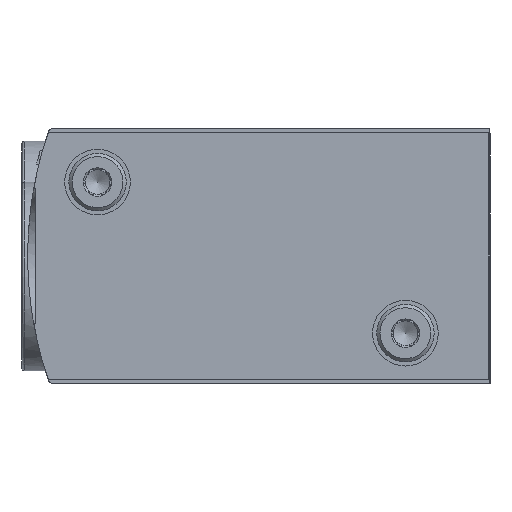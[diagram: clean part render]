
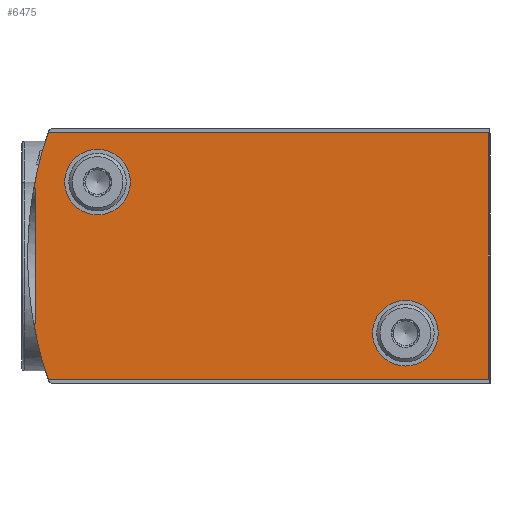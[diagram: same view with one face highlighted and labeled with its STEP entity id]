
A CAD part, left-side view. The second image highlights one B-rep face of the part: STEP entity #6475.
In plain terms, the highlighted planar face has unit normal (-1, 0, 0).
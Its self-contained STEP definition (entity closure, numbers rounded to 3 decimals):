
#790=LINE('',#10921,#1383);
#791=LINE('',#10923,#1384);
#792=LINE('',#10925,#1385);
#793=LINE('',#10928,#1386);
#794=LINE('',#10930,#1387);
#795=LINE('',#10932,#1388);
#1383=VECTOR('',#8916,1000.);
#1384=VECTOR('',#8917,1000.);
#1385=VECTOR('',#8918,1000.);
#1386=VECTOR('',#8921,1000.);
#1387=VECTOR('',#8922,1000.);
#1388=VECTOR('',#8923,1000.);
#3022=ORIENTED_EDGE('',*,*,#3994,.T.);
#3023=ORIENTED_EDGE('',*,*,#3995,.T.);
#3024=ORIENTED_EDGE('',*,*,#3996,.F.);
#3025=ORIENTED_EDGE('',*,*,#3997,.F.);
#3026=ORIENTED_EDGE('',*,*,#3998,.F.);
#3027=ORIENTED_EDGE('',*,*,#3991,.F.);
#3028=ORIENTED_EDGE('',*,*,#3999,.F.);
#3029=ORIENTED_EDGE('',*,*,#4000,.F.);
#3030=ORIENTED_EDGE('',*,*,#4001,.F.);
#3031=ORIENTED_EDGE('',*,*,#4002,.F.);
#3032=ORIENTED_EDGE('',*,*,#4003,.F.);
#3033=ORIENTED_EDGE('',*,*,#3987,.F.);
#3987=EDGE_CURVE('',#4631,#4633,#4919,.T.);
#3991=EDGE_CURVE('',#4636,#4637,#4921,.T.);
#3994=EDGE_CURVE('',#4639,#4639,#4922,.T.);
#3995=EDGE_CURVE('',#4640,#4640,#4923,.T.);
#3996=EDGE_CURVE('',#4641,#4631,#790,.T.);
#3997=EDGE_CURVE('',#4642,#4641,#791,.T.);
#3998=EDGE_CURVE('',#4637,#4642,#792,.T.);
#3999=EDGE_CURVE('',#4643,#4636,#4924,.T.);
#4000=EDGE_CURVE('',#4644,#4643,#793,.T.);
#4001=EDGE_CURVE('',#4645,#4644,#794,.T.);
#4002=EDGE_CURVE('',#4646,#4645,#795,.T.);
#4003=EDGE_CURVE('',#4633,#4646,#4925,.T.);
#4631=VERTEX_POINT('',#10892);
#4633=VERTEX_POINT('',#10895);
#4636=VERTEX_POINT('',#10901);
#4637=VERTEX_POINT('',#10903);
#4639=VERTEX_POINT('',#10918);
#4640=VERTEX_POINT('',#10920);
#4641=VERTEX_POINT('',#10922);
#4642=VERTEX_POINT('',#10924);
#4643=VERTEX_POINT('',#10927);
#4644=VERTEX_POINT('',#10929);
#4645=VERTEX_POINT('',#10931);
#4646=VERTEX_POINT('',#10933);
#4919=CIRCLE('',#7125,46.5);
#4921=CIRCLE('',#7127,46.5);
#4922=CIRCLE('',#7129,4.);
#4923=CIRCLE('',#7130,4.);
#4924=CIRCLE('',#7131,0.2);
#4925=CIRCLE('',#7132,0.2);
#5365=EDGE_LOOP('',(#3022));
#5366=EDGE_LOOP('',(#3023));
#5367=EDGE_LOOP('',(#3024,#3025,#3026,#3027,#3028,#3029,#3030,#3031,#3032,
#3033));
#5851=FACE_BOUND('',#5365,.T.);
#5852=FACE_BOUND('',#5366,.T.);
#5853=FACE_BOUND('',#5367,.T.);
#6125=PLANE('',#7128);
#6475=ADVANCED_FACE('',(#5851,#5852,#5853),#6125,.F.);
#7125=AXIS2_PLACEMENT_3D('',#10894,#8901,#8902);
#7127=AXIS2_PLACEMENT_3D('',#10902,#8907,#8908);
#7128=AXIS2_PLACEMENT_3D('',#10916,#8910,#8911);
#7129=AXIS2_PLACEMENT_3D('',#10917,#8912,#8913);
#7130=AXIS2_PLACEMENT_3D('',#10919,#8914,#8915);
#7131=AXIS2_PLACEMENT_3D('',#10926,#8919,#8920);
#7132=AXIS2_PLACEMENT_3D('',#10934,#8924,#8925);
#8901=DIRECTION('',(1.,0.,0.));
#8902=DIRECTION('',(0.,0.,-1.));
#8907=DIRECTION('',(1.,0.,0.));
#8908=DIRECTION('',(0.,0.,-1.));
#8910=DIRECTION('',(1.,0.,0.));
#8911=DIRECTION('',(0.,0.,-1.));
#8912=DIRECTION('',(1.,0.,0.));
#8913=DIRECTION('',(0.,0.,-1.));
#8914=DIRECTION('',(1.,0.,0.));
#8915=DIRECTION('',(0.,0.,-1.));
#8916=DIRECTION('',(0.,1.,0.));
#8917=DIRECTION('',(0.,0.,1.));
#8918=DIRECTION('',(0.,-1.,0.));
#8919=DIRECTION('',(1.,0.,0.));
#8920=DIRECTION('',(0.,0.,-1.));
#8921=DIRECTION('',(0.,1.,0.));
#8922=DIRECTION('',(0.,0.,-1.));
#8923=DIRECTION('',(0.,-1.,0.));
#8924=DIRECTION('',(1.,0.,0.));
#8925=DIRECTION('',(0.,0.,-1.));
#10892=CARTESIAN_POINT('',(0.,55.562,8.25));
#10894=CARTESIAN_POINT('',(0.,9.8,0.));
#10895=CARTESIAN_POINT('',(0.,53.86,14.864));
#10901=CARTESIAN_POINT('',(0.,53.86,-14.864));
#10902=CARTESIAN_POINT('',(0.,9.8,0.));
#10903=CARTESIAN_POINT('',(0.,55.562,-8.25));
#10916=CARTESIAN_POINT('',(0.,53.671,14.8));
#10917=CARTESIAN_POINT('',(0.,10.3,-9.4));
#10918=CARTESIAN_POINT('',(0.,10.3,-13.4));
#10919=CARTESIAN_POINT('',(0.,47.8,9.));
#10920=CARTESIAN_POINT('',(0.,47.8,5.));
#10921=CARTESIAN_POINT('',(0.,53.671,8.25));
#10922=CARTESIAN_POINT('',(0.,55.3,8.25));
#10923=CARTESIAN_POINT('',(0.,55.3,14.8));
#10924=CARTESIAN_POINT('',(0.,55.3,-8.25));
#10925=CARTESIAN_POINT('',(0.,53.671,-8.25));
#10926=CARTESIAN_POINT('',(0.,53.671,-14.8));
#10927=CARTESIAN_POINT('',(0.,53.671,-15.));
#10928=CARTESIAN_POINT('',(0.,0.2,-15.));
#10929=CARTESIAN_POINT('',(0.,0.2,-15.));
#10930=CARTESIAN_POINT('',(0.,0.2,15.));
#10931=CARTESIAN_POINT('',(0.,0.2,15.));
#10932=CARTESIAN_POINT('',(0.,53.671,15.));
#10933=CARTESIAN_POINT('',(0.,53.671,15.));
#10934=CARTESIAN_POINT('',(0.,53.671,14.8));
